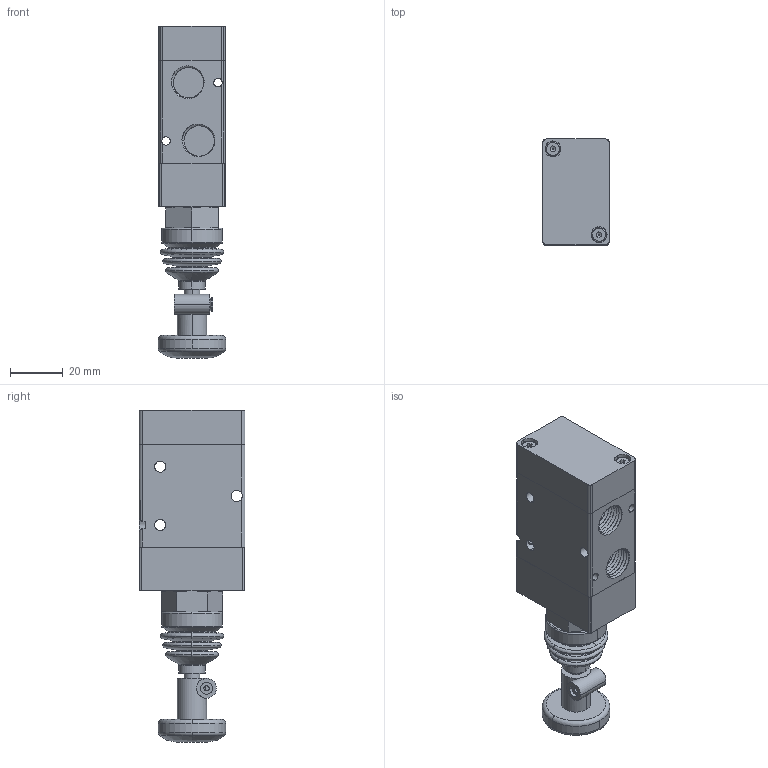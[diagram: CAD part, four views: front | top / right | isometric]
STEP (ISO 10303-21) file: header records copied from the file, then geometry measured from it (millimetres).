
FILE_DESCRIPTION((''),'2;1');
FILE_NAME('01_066_4.stp','2002-12-08T15:13:57',('Branislav Petkovic'),('AZ Pneumatica'),'AutoCAD STEP 2000i','AutoCAD 2000i','Via J. F. Kennedy, 26, 20020 Misinto (MI), ITALY');
FILE_SCHEMA(('CONFIG_CONTROL_DESIGN'));
Length unit declared in the file: millimetre
Products named in the file (10): 01_066_4; 322 TELO; PART1; X22 OPRUGA; PART2; ~~PART1; GUMA RAVNA; ~~~PART1; 521 LL90; PART1A
Assembly tree (7 placements, depth 3):
  01_066_4
    322 TELO
      PART1
    X22 OPRUGA
      PART2
    ~~PART1
    GUMA RAVNA
      ~~~PART1
  521 LL90
  PART1A
Bounding box: 25.5 x 40 x 125.3 mm (x, y, z)
Surface area: 25616.4 mm2 (no closed solid volume)
Topology: 0 solids, 4 shells, 386 faces, 1038 edges, 678 vertices
Faces by surface type: cylinder 190, plane 106, cone 40, bspline 30, torus 20
Entity records: 21833 total; most frequent: CARTESIAN_POINT 12195, ORIENTED_EDGE 2076, DIRECTION 1868, EDGE_CURVE 1038, AXIS2_PLACEMENT_3D 742, VERTEX_POINT 678, EDGE_LOOP 424, FACE_OUTER_BOUND 386
